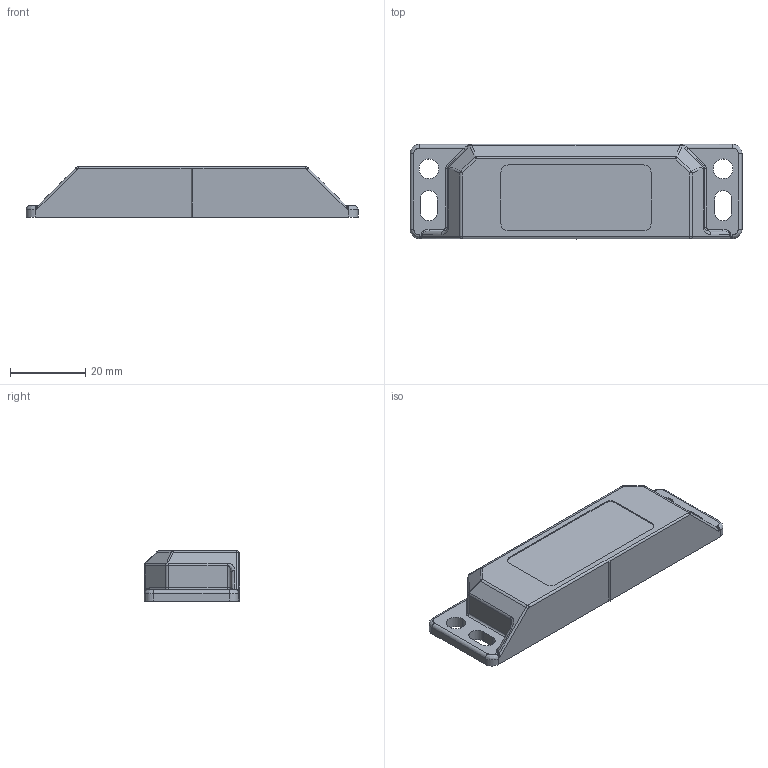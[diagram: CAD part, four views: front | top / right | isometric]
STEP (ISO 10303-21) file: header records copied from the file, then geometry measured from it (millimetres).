
FILE_DESCRIPTION (( 'STEP AP214' ), '1' );
FILE_NAME ('LPF-M-404201.step', '2017-09-27T15:09:38', ( '' ), ( '' ), 'SwSTEP 2.0', 'SolidWorks 2017', '' );
FILE_SCHEMA (( 'AUTOMOTIVE_DESIGN' ));
Length unit declared in the file: inch
Products named in the file (1): LPF-M-404201
Bounding box: 88 x 25.3 x 13.3 mm (x, y, z)
Volume: 10217 mm3; surface area: 12515.5 mm2
Topology: 4 solids, 4 shells, 432 faces, 1087 edges, 672 vertices
Faces by surface type: plane 179, bspline 121, cylinder 120, cone 12
Entity records: 17814 total; most frequent: CARTESIAN_POINT 8042, ORIENTED_EDGE 2146, DIRECTION 1773, EDGE_CURVE 1073, VERTEX_POINT 672, VECTOR 637, LINE 637, AXIS2_PLACEMENT_3D 568
